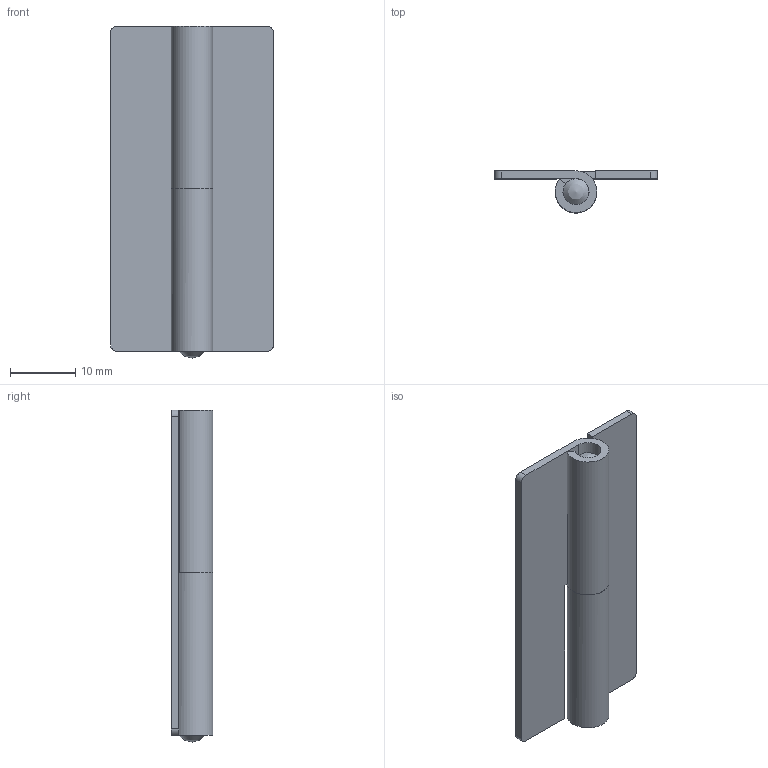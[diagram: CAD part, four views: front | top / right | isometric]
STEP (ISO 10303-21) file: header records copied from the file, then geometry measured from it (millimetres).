
FILE_DESCRIPTION((''),'2;1');
FILE_NAME('','2005-04-20T09:26:33',(''),(''),'','CADfix','');
FILE_SCHEMA(('AUTOMOTIVE_DESIGN'));
Length unit declared in the file: millimetre
Products named in the file (4): shaft; hinge piece_B; hinge piece_A; TH_2_R_7413_36
Assembly tree (3 placements, depth 2):
  TH_2_R_7413_36
    shaft
    hinge piece_B
    hinge piece_A
Bounding box: 25 x 6.4 x 51 mm (x, y, z)
Volume: 2774.3 mm3; surface area: 4594.1 mm2
Topology: 3 solids, 3 shells, 28 faces, 70 edges, 48 vertices
Faces by surface type: bspline 28
Entity records: 989 total; most frequent: CARTESIAN_POINT 478, ORIENTED_EDGE 140, EDGE_CURVE 70, VERTEX_POINT 48, QUASI_UNIFORM_CURVE 46, EDGE_LOOP 28, FACE_OUTER_BOUND 28, ADVANCED_FACE 28
